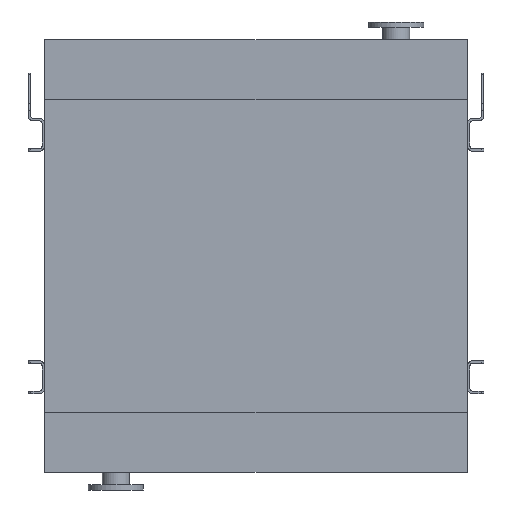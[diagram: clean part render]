
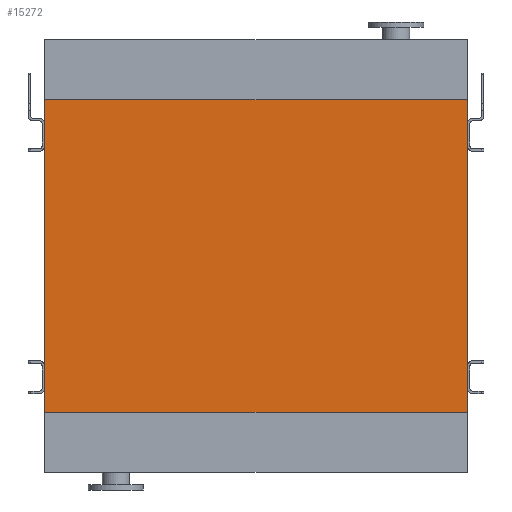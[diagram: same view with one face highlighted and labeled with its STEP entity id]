
A CAD part, front view. The second image highlights one B-rep face of the part: STEP entity #15272.
In plain terms, the highlighted planar face has unit normal (0, -1, 0).
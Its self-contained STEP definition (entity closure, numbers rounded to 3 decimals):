
#64 = AXIS2_PLACEMENT_3D ( 'NONE', #5694, #8079, #981 ) ;
#981 = DIRECTION ( 'NONE',  ( 0., 0., -1. ) ) ;
#1873 = EDGE_CURVE ( 'NONE', #10103, #5036, #9410, .T. ) ;
#2115 = PLANE ( 'NONE',  #64 ) ;
#2147 = VECTOR ( 'NONE', #3050, 1000. ) ;
#2234 = EDGE_LOOP ( 'NONE', ( #8033, #3183, #11815, #5287 ) ) ;
#2608 = EDGE_CURVE ( 'NONE', #10103, #4461, #13077, .T. ) ;
#2745 = VECTOR ( 'NONE', #10908, 1000. ) ;
#3050 = DIRECTION ( 'NONE',  ( 1., 0., 0. ) ) ;
#3183 = ORIENTED_EDGE ( 'NONE', *, *, #1873, .F. ) ;
#3286 = CARTESIAN_POINT ( 'NONE',  ( 845., 0., -1250. ) ) ;
#3908 = CARTESIAN_POINT ( 'NONE',  ( -845., 0., -1250. ) ) ;
#4261 = DIRECTION ( 'NONE',  ( 1., 0., 0. ) ) ;
#4461 = VERTEX_POINT ( 'NONE', #9900 ) ;
#4497 = DIRECTION ( 'NONE',  ( 0., 0., 1. ) ) ;
#5036 = VERTEX_POINT ( 'NONE', #9831 ) ;
#5287 = ORIENTED_EDGE ( 'NONE', *, *, #13954, .T. ) ;
#5469 = CARTESIAN_POINT ( 'NONE',  ( -845., 0., -1250. ) ) ;
#5694 = CARTESIAN_POINT ( 'NONE',  ( -845., 0., -1250. ) ) ;
#6037 = LINE ( 'NONE', #10150, #2147 ) ;
#6434 = VECTOR ( 'NONE', #4261, 1000. ) ;
#6671 = EDGE_CURVE ( 'NONE', #5036, #11484, #6037, .T. ) ;
#8033 = ORIENTED_EDGE ( 'NONE', *, *, #6671, .F. ) ;
#8079 = DIRECTION ( 'NONE',  ( 0., -1., 0. ) ) ;
#9410 = LINE ( 'NONE', #10867, #2745 ) ;
#9831 = CARTESIAN_POINT ( 'NONE',  ( -845., 0., 0. ) ) ;
#9900 = CARTESIAN_POINT ( 'NONE',  ( 845., 0., -1250. ) ) ;
#10103 = VERTEX_POINT ( 'NONE', #3908 ) ;
#10150 = CARTESIAN_POINT ( 'NONE',  ( -845., 0., 0. ) ) ;
#10867 = CARTESIAN_POINT ( 'NONE',  ( -845., 0., -1250. ) ) ;
#10908 = DIRECTION ( 'NONE',  ( 0., 0., 1. ) ) ;
#10976 = LINE ( 'NONE', #3286, #13707 ) ;
#11484 = VERTEX_POINT ( 'NONE', #11637 ) ;
#11637 = CARTESIAN_POINT ( 'NONE',  ( 845., 0., 0. ) ) ;
#11815 = ORIENTED_EDGE ( 'NONE', *, *, #2608, .T. ) ;
#11867 = FACE_OUTER_BOUND ( 'NONE', #2234, .T. ) ;
#13077 = LINE ( 'NONE', #5469, #6434 ) ;
#13707 = VECTOR ( 'NONE', #4497, 1000. ) ;
#13954 = EDGE_CURVE ( 'NONE', #4461, #11484, #10976, .T. ) ;
#15272 = ADVANCED_FACE ( 'NONE', ( #11867 ), #2115, .T. ) ;
